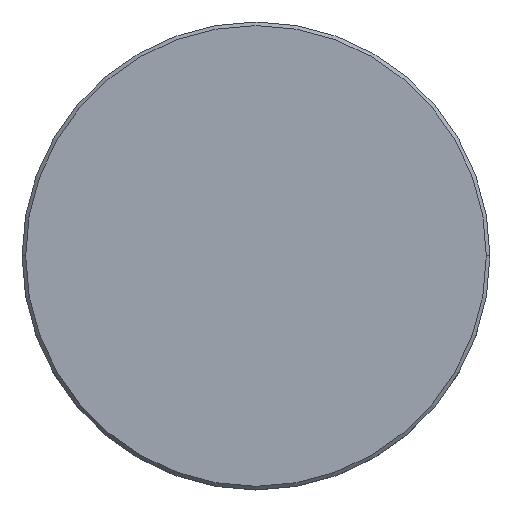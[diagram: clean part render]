
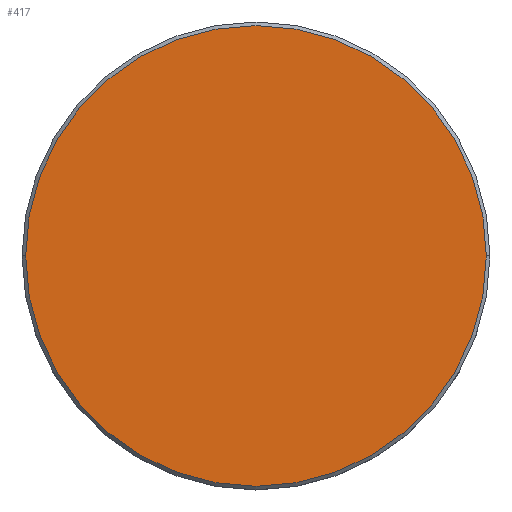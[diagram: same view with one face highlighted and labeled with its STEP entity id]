
A CAD part, top view. The second image highlights one B-rep face of the part: STEP entity #417.
In plain terms, the highlighted planar face has unit normal (0, 0, 1).
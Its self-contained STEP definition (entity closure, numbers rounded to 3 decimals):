
#82 = CIRCLE ( 'NONE', #308, 32. ) ;
#132 = DIRECTION ( 'NONE',  ( 0., 0., 1. ) ) ;
#141 = CARTESIAN_POINT ( 'NONE',  ( 32., 0., 0. ) ) ;
#229 = CARTESIAN_POINT ( 'NONE',  ( 0., 0., 0. ) ) ;
#233 = CIRCLE ( 'NONE', #922, 32. ) ;
#308 = AXIS2_PLACEMENT_3D ( 'NONE', #1147, #132, #401 ) ;
#321 = FACE_OUTER_BOUND ( 'NONE', #986, .T. ) ;
#349 = AXIS2_PLACEMENT_3D ( 'NONE', #229, #950, #1123 ) ;
#401 = DIRECTION ( 'NONE',  ( 1., 0., 0. ) ) ;
#413 = EDGE_CURVE ( 'NONE', #592, #513, #82, .T. ) ;
#417 = ADVANCED_FACE ( 'NONE', ( #321 ), #480, .T. ) ;
#426 = DIRECTION ( 'NONE',  ( 0., 0., 1. ) ) ;
#480 = PLANE ( 'NONE',  #349 ) ;
#513 = VERTEX_POINT ( 'NONE', #141 ) ;
#558 = EDGE_CURVE ( 'NONE', #513, #592, #233, .T. ) ;
#592 = VERTEX_POINT ( 'NONE', #899 ) ;
#606 = ORIENTED_EDGE ( 'NONE', *, *, #413, .T. ) ;
#692 = CARTESIAN_POINT ( 'NONE',  ( 0., 0., 0. ) ) ;
#899 = CARTESIAN_POINT ( 'NONE',  ( -32., 0., 0. ) ) ;
#922 = AXIS2_PLACEMENT_3D ( 'NONE', #692, #426, #971 ) ;
#950 = DIRECTION ( 'NONE',  ( 0., 0., 1. ) ) ;
#971 = DIRECTION ( 'NONE',  ( 1., 0., 0. ) ) ;
#986 = EDGE_LOOP ( 'NONE', ( #606, #1069 ) ) ;
#1069 = ORIENTED_EDGE ( 'NONE', *, *, #558, .T. ) ;
#1123 = DIRECTION ( 'NONE',  ( 1., 0., 0. ) ) ;
#1147 = CARTESIAN_POINT ( 'NONE',  ( 0., 0., 0. ) ) ;
